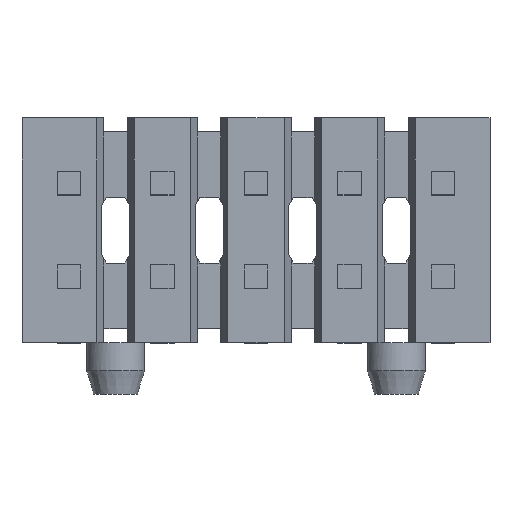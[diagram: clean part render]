
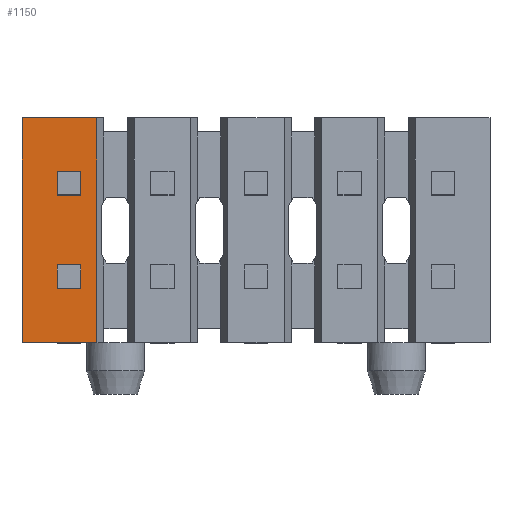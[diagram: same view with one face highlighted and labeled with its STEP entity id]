
A CAD part, top view. The second image highlights one B-rep face of the part: STEP entity #1150.
In plain terms, the highlighted planar face has unit normal (0, 0, 1).
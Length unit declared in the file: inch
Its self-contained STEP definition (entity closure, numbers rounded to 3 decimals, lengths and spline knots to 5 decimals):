
#1150 = ADVANCED_FACE( '', ( #2481, #2482, #2483 ), #2484, .T. );
#2481 = FACE_BOUND( '', #3963, .T. );
#2482 = FACE_BOUND( '', #3964, .T. );
#2483 = FACE_OUTER_BOUND( '', #3965, .T. );
#2484 = PLANE( '', #3966 );
#3963 = EDGE_LOOP( '', ( #7515, #7516, #7517, #7518 ) );
#3964 = EDGE_LOOP( '', ( #7519, #7520, #7521, #7522 ) );
#3965 = EDGE_LOOP( '', ( #7523, #7524, #7525, #7526 ) );
#3966 = AXIS2_PLACEMENT_3D( '', #7527, #7528, #7529 );
#7515 = ORIENTED_EDGE( '', *, *, #10513, .F. );
#7516 = ORIENTED_EDGE( '', *, *, #10374, .F. );
#7517 = ORIENTED_EDGE( '', *, *, #10514, .F. );
#7518 = ORIENTED_EDGE( '', *, *, #10515, .F. );
#7519 = ORIENTED_EDGE( '', *, *, #10516, .F. );
#7520 = ORIENTED_EDGE( '', *, *, #9077, .F. );
#7521 = ORIENTED_EDGE( '', *, *, #10517, .F. );
#7522 = ORIENTED_EDGE( '', *, *, #9190, .F. );
#7523 = ORIENTED_EDGE( '', *, *, #10518, .T. );
#7524 = ORIENTED_EDGE( '', *, *, #10510, .T. );
#7525 = ORIENTED_EDGE( '', *, *, #10200, .T. );
#7526 = ORIENTED_EDGE( '', *, *, #10143, .T. );
#7527 = CARTESIAN_POINT( '', ( 0., 0., 0.05 ) );
#7528 = DIRECTION( '', ( 0., 0., 1. ) );
#7529 = DIRECTION( '', ( 1., 0., 0. ) );
#9077 = EDGE_CURVE( '', #10926, #10928, #10929, .T. );
#9190 = EDGE_CURVE( '', #11130, #11132, #11133, .T. );
#10143 = EDGE_CURVE( '', #12675, #12673, #12676, .T. );
#10200 = EDGE_CURVE( '', #12752, #12675, #12753, .T. );
#10374 = EDGE_CURVE( '', #12984, #12986, #12987, .T. );
#10510 = EDGE_CURVE( '', #13156, #12752, #13157, .T. );
#10513 = EDGE_CURVE( '', #12986, #13160, #13161, .T. );
#10514 = EDGE_CURVE( '', #13162, #12984, #13163, .T. );
#10515 = EDGE_CURVE( '', #13160, #13162, #13164, .T. );
#10516 = EDGE_CURVE( '', #10928, #11130, #13165, .T. );
#10517 = EDGE_CURVE( '', #11132, #10926, #13166, .T. );
#10518 = EDGE_CURVE( '', #12673, #13156, #13167, .T. );
#10926 = VERTEX_POINT( '', #13645 );
#10928 = VERTEX_POINT( '', #13648 );
#10929 = LINE( '', #13649, #13650 );
#11130 = VERTEX_POINT( '', #13931 );
#11132 = VERTEX_POINT( '', #13934 );
#11133 = LINE( '', #13935, #13936 );
#12673 = VERTEX_POINT( '', #16196 );
#12675 = VERTEX_POINT( '', #16199 );
#12676 = LINE( '', #16200, #16201 );
#12752 = VERTEX_POINT( '', #16320 );
#12753 = LINE( '', #16321, #16322 );
#12984 = VERTEX_POINT( '', #16655 );
#12986 = VERTEX_POINT( '', #16658 );
#12987 = LINE( '', #16659, #16660 );
#13156 = VERTEX_POINT( '', #16913 );
#13157 = LINE( '', #16914, #16915 );
#13160 = VERTEX_POINT( '', #16919 );
#13161 = LINE( '', #16920, #16921 );
#13162 = VERTEX_POINT( '', #16922 );
#13163 = LINE( '', #16923, #16924 );
#13164 = LINE( '', #16925, #16926 );
#13165 = LINE( '', #16927, #16928 );
#13166 = LINE( '', #16929, #16930 );
#13167 = LINE( '', #16931, #16932 );
#13645 = CARTESIAN_POINT( '', ( -0.1875, -0.0625, 0.05 ) );
#13648 = CARTESIAN_POINT( '', ( -0.1875, -0.0375, 0.05 ) );
#13649 = CARTESIAN_POINT( '', ( -0.1875, -0.0625, 0.05 ) );
#13650 = VECTOR( '', #17452, 39.37008 );
#13931 = CARTESIAN_POINT( '', ( -0.2125, -0.0375, 0.05 ) );
#13934 = CARTESIAN_POINT( '', ( -0.2125, -0.0625, 0.05 ) );
#13935 = CARTESIAN_POINT( '', ( -0.2125, -0.0375, 0.05 ) );
#13936 = VECTOR( '', #17573, 39.37008 );
#16196 = CARTESIAN_POINT( '', ( -0.25, -0.12, 0.05 ) );
#16199 = CARTESIAN_POINT( '', ( -0.25, 0.12, 0.05 ) );
#16200 = CARTESIAN_POINT( '', ( -0.25, 0.12, 0.05 ) );
#16201 = VECTOR( '', #18469, 39.37008 );
#16320 = CARTESIAN_POINT( '', ( -0.17, 0.12, 0.05 ) );
#16321 = CARTESIAN_POINT( '', ( 0.25, 0.12, 0.05 ) );
#16322 = VECTOR( '', #18513, 39.37008 );
#16655 = CARTESIAN_POINT( '', ( -0.1875, 0.0375, 0.05 ) );
#16658 = CARTESIAN_POINT( '', ( -0.1875, 0.0625, 0.05 ) );
#16659 = CARTESIAN_POINT( '', ( -0.1875, 0.0375, 0.05 ) );
#16660 = VECTOR( '', #18680, 39.37008 );
#16913 = CARTESIAN_POINT( '', ( -0.17, -0.12, 0.05 ) );
#16914 = CARTESIAN_POINT( '', ( -0.17, 0., 0.05 ) );
#16915 = VECTOR( '', #18786, 39.37008 );
#16919 = CARTESIAN_POINT( '', ( -0.2125, 0.0625, 0.05 ) );
#16920 = CARTESIAN_POINT( '', ( -0.1875, 0.0625, 0.05 ) );
#16921 = VECTOR( '', #18788, 39.37008 );
#16922 = CARTESIAN_POINT( '', ( -0.2125, 0.0375, 0.05 ) );
#16923 = CARTESIAN_POINT( '', ( -0.2125, 0.0375, 0.05 ) );
#16924 = VECTOR( '', #18789, 39.37008 );
#16925 = CARTESIAN_POINT( '', ( -0.2125, 0.0625, 0.05 ) );
#16926 = VECTOR( '', #18790, 39.37008 );
#16927 = CARTESIAN_POINT( '', ( -0.1875, -0.0375, 0.05 ) );
#16928 = VECTOR( '', #18791, 39.37008 );
#16929 = CARTESIAN_POINT( '', ( -0.2125, -0.0625, 0.05 ) );
#16930 = VECTOR( '', #18792, 39.37008 );
#16931 = CARTESIAN_POINT( '', ( -0.25, -0.12, 0.05 ) );
#16932 = VECTOR( '', #18793, 39.37008 );
#17452 = DIRECTION( '', ( 0., 1., 0. ) );
#17573 = DIRECTION( '', ( 0., -1., 0. ) );
#18469 = DIRECTION( '', ( 0., -1., 0. ) );
#18513 = DIRECTION( '', ( -1., 0., 0. ) );
#18680 = DIRECTION( '', ( 0., 1., 0. ) );
#18786 = DIRECTION( '', ( 0., 1., 0. ) );
#18788 = DIRECTION( '', ( -1., 0., 0. ) );
#18789 = DIRECTION( '', ( 1., 0., 0. ) );
#18790 = DIRECTION( '', ( 0., -1., 0. ) );
#18791 = DIRECTION( '', ( -1., 0., 0. ) );
#18792 = DIRECTION( '', ( 1., 0., 0. ) );
#18793 = DIRECTION( '', ( 1., 0., 0. ) );
